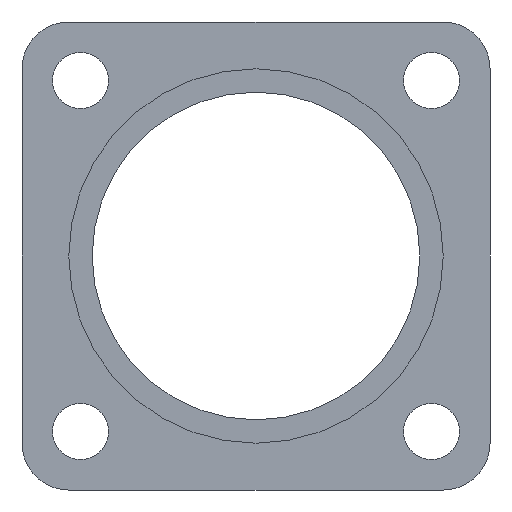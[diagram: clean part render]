
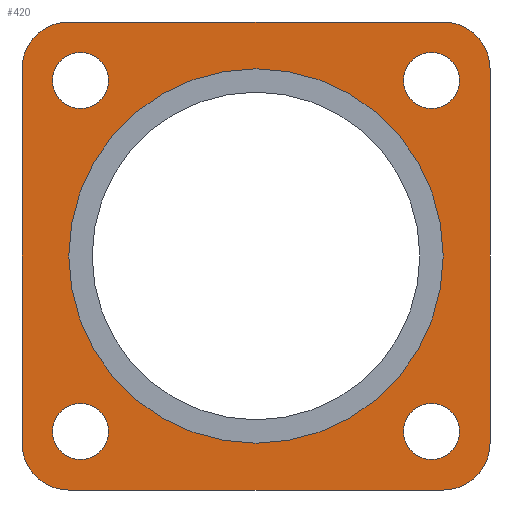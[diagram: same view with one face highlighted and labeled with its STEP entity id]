
A CAD part, front view. The second image highlights one B-rep face of the part: STEP entity #420.
In plain terms, the highlighted planar face has unit normal (0, -1, 0).
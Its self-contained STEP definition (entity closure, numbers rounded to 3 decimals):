
#27=FACE_BOUND('',#132,.T.);
#28=FACE_BOUND('',#133,.T.);
#29=FACE_BOUND('',#134,.T.);
#30=FACE_BOUND('',#135,.T.);
#31=FACE_BOUND('',#136,.T.);
#50=CIRCLE('',#458,2.);
#51=CIRCLE('',#461,2.);
#57=CIRCLE('',#470,1.2);
#58=CIRCLE('',#472,1.2);
#59=CIRCLE('',#474,1.2);
#60=CIRCLE('',#476,1.2);
#63=CIRCLE('',#482,8.);
#64=CIRCLE('',#484,2.);
#65=CIRCLE('',#487,2.);
#94=FACE_OUTER_BOUND('',#131,.T.);
#131=EDGE_LOOP('',(#372,#373,#374,#375,#376,#377,#378,#379));
#132=EDGE_LOOP('',(#380));
#133=EDGE_LOOP('',(#381));
#134=EDGE_LOOP('',(#382));
#135=EDGE_LOOP('',(#383));
#136=EDGE_LOOP('',(#384));
#156=LINE('',#676,#184);
#159=LINE('',#684,#187);
#162=LINE('',#724,#190);
#164=LINE('',#730,#192);
#184=VECTOR('',#549,10.);
#187=VECTOR('',#558,10.);
#190=VECTOR('',#607,10.);
#192=VECTOR('',#615,10.);
#209=VERTEX_POINT('',#668);
#210=VERTEX_POINT('',#670);
#211=VERTEX_POINT('',#674);
#212=VERTEX_POINT('',#678);
#213=VERTEX_POINT('',#682);
#219=VERTEX_POINT('',#697);
#220=VERTEX_POINT('',#700);
#221=VERTEX_POINT('',#703);
#222=VERTEX_POINT('',#706);
#225=VERTEX_POINT('',#715);
#226=VERTEX_POINT('',#718);
#227=VERTEX_POINT('',#720);
#228=VERTEX_POINT('',#726);
#254=EDGE_CURVE('',#210,#209,#50,.T.);
#257=EDGE_CURVE('',#209,#211,#156,.T.);
#259=EDGE_CURVE('',#211,#212,#51,.T.);
#261=EDGE_CURVE('',#212,#213,#159,.T.);
#267=EDGE_CURVE('',#219,#219,#57,.T.);
#268=EDGE_CURVE('',#220,#220,#58,.T.);
#269=EDGE_CURVE('',#221,#221,#59,.T.);
#270=EDGE_CURVE('',#222,#222,#60,.T.);
#273=EDGE_CURVE('',#225,#225,#63,.T.);
#275=EDGE_CURVE('',#227,#226,#64,.T.);
#277=EDGE_CURVE('',#226,#210,#162,.T.);
#279=EDGE_CURVE('',#213,#228,#65,.T.);
#280=EDGE_CURVE('',#228,#227,#164,.T.);
#372=ORIENTED_EDGE('',*,*,#280,.T.);
#373=ORIENTED_EDGE('',*,*,#275,.T.);
#374=ORIENTED_EDGE('',*,*,#277,.T.);
#375=ORIENTED_EDGE('',*,*,#254,.T.);
#376=ORIENTED_EDGE('',*,*,#257,.T.);
#377=ORIENTED_EDGE('',*,*,#259,.T.);
#378=ORIENTED_EDGE('',*,*,#261,.T.);
#379=ORIENTED_EDGE('',*,*,#279,.T.);
#380=ORIENTED_EDGE('',*,*,#267,.T.);
#381=ORIENTED_EDGE('',*,*,#268,.T.);
#382=ORIENTED_EDGE('',*,*,#269,.T.);
#383=ORIENTED_EDGE('',*,*,#270,.T.);
#384=ORIENTED_EDGE('',*,*,#273,.T.);
#395=PLANE('',#489);
#420=ADVANCED_FACE('',(#94,#27,#28,#29,#30,#31),#395,.F.);
#458=AXIS2_PLACEMENT_3D('',#671,#543,#544);
#461=AXIS2_PLACEMENT_3D('',#680,#553,#554);
#470=AXIS2_PLACEMENT_3D('',#698,#573,#574);
#472=AXIS2_PLACEMENT_3D('',#701,#577,#578);
#474=AXIS2_PLACEMENT_3D('',#704,#581,#582);
#476=AXIS2_PLACEMENT_3D('',#707,#585,#586);
#482=AXIS2_PLACEMENT_3D('',#716,#597,#598);
#484=AXIS2_PLACEMENT_3D('',#721,#602,#603);
#487=AXIS2_PLACEMENT_3D('',#728,#611,#612);
#489=AXIS2_PLACEMENT_3D('',#731,#616,#617);
#543=DIRECTION('center_axis',(0.,-1.,0.));
#544=DIRECTION('ref_axis',(-1.,0.,0.));
#549=DIRECTION('',(0.,0.,1.));
#553=DIRECTION('center_axis',(0.,-1.,0.));
#554=DIRECTION('ref_axis',(0.,0.,-1.));
#558=DIRECTION('',(-1.,0.,0.));
#573=DIRECTION('center_axis',(0.,1.,0.));
#574=DIRECTION('ref_axis',(-1.,0.,0.));
#577=DIRECTION('center_axis',(0.,1.,0.));
#578=DIRECTION('ref_axis',(1.,0.,0.));
#581=DIRECTION('center_axis',(0.,1.,0.));
#582=DIRECTION('ref_axis',(-1.,0.,0.));
#585=DIRECTION('center_axis',(0.,1.,0.));
#586=DIRECTION('ref_axis',(1.,0.,0.));
#597=DIRECTION('center_axis',(0.,1.,0.));
#598=DIRECTION('ref_axis',(1.,0.,0.));
#602=DIRECTION('center_axis',(0.,-1.,0.));
#603=DIRECTION('ref_axis',(0.,0.,1.));
#607=DIRECTION('',(1.,0.,0.));
#611=DIRECTION('center_axis',(0.,-1.,0.));
#612=DIRECTION('ref_axis',(1.,0.,0.));
#615=DIRECTION('',(0.,0.,-1.));
#616=DIRECTION('center_axis',(0.,1.,0.));
#617=DIRECTION('ref_axis',(0.,0.,1.));
#668=CARTESIAN_POINT('',(10.,0.,-8.));
#670=CARTESIAN_POINT('',(8.,0.,-10.));
#671=CARTESIAN_POINT('Origin',(8.,0.,-8.));
#674=CARTESIAN_POINT('',(10.,0.,8.));
#676=CARTESIAN_POINT('',(10.,0.,-8.));
#678=CARTESIAN_POINT('',(8.,0.,10.));
#680=CARTESIAN_POINT('Origin',(8.,0.,8.));
#682=CARTESIAN_POINT('',(-8.,0.,10.));
#684=CARTESIAN_POINT('',(8.,0.,10.));
#697=CARTESIAN_POINT('',(6.3,0.,7.5));
#698=CARTESIAN_POINT('Origin',(7.5,0.,7.5));
#700=CARTESIAN_POINT('',(-6.3,0.,7.5));
#701=CARTESIAN_POINT('Origin',(-7.5,0.,7.5));
#703=CARTESIAN_POINT('',(6.3,0.,-7.5));
#704=CARTESIAN_POINT('Origin',(7.5,0.,-7.5));
#706=CARTESIAN_POINT('',(-6.3,0.,-7.5));
#707=CARTESIAN_POINT('Origin',(-7.5,0.,-7.5));
#715=CARTESIAN_POINT('',(-8.,0.,0.));
#716=CARTESIAN_POINT('Origin',(0.,0.,0.));
#718=CARTESIAN_POINT('',(-8.,0.,-10.));
#720=CARTESIAN_POINT('',(-10.,0.,-8.));
#721=CARTESIAN_POINT('Origin',(-8.,0.,-8.));
#724=CARTESIAN_POINT('',(-8.,0.,-10.));
#726=CARTESIAN_POINT('',(-10.,0.,8.));
#728=CARTESIAN_POINT('Origin',(-8.,0.,8.));
#730=CARTESIAN_POINT('',(-10.,0.,8.));
#731=CARTESIAN_POINT('Origin',(0.,0.,0.));
